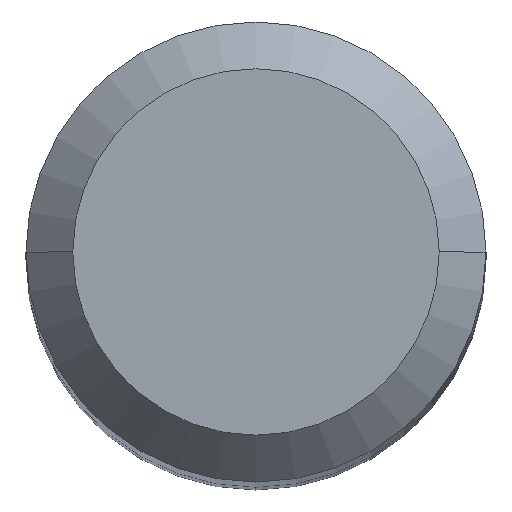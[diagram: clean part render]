
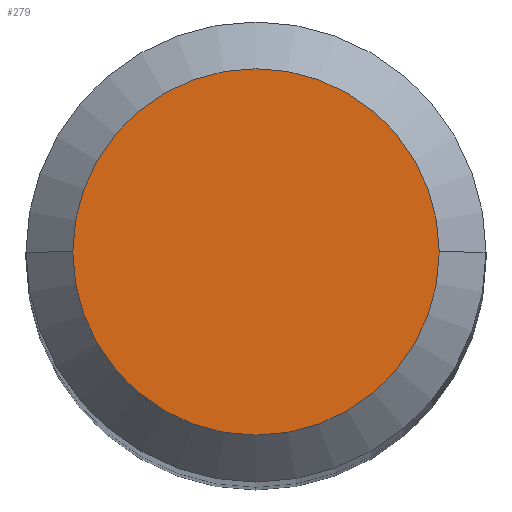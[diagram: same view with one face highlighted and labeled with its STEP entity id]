
A CAD part, top view. The second image highlights one B-rep face of the part: STEP entity #279.
In plain terms, the highlighted planar face has unit normal (0, 0, 1).
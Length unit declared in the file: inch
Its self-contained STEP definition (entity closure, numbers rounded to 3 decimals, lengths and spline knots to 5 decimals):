
#36 = DIRECTION ( 'NONE',  ( -1., 0., 0. ) ) ;
#53 = ORIENTED_EDGE ( 'NONE', *, *, #289, .T. ) ;
#68 = DIRECTION ( 'NONE',  ( 0., 0., 1. ) ) ;
#74 = CIRCLE ( 'NONE', #312, 0.1223 ) ;
#84 = DIRECTION ( 'NONE',  ( 1., 0., 0. ) ) ;
#118 = DIRECTION ( 'NONE',  ( 0., 0., 1. ) ) ;
#123 = ORIENTED_EDGE ( 'NONE', *, *, #315, .T. ) ;
#192 = CARTESIAN_POINT ( 'NONE',  ( 0., 0., 0. ) ) ;
#198 = AXIS2_PLACEMENT_3D ( 'NONE', #223, #68, #287 ) ;
#201 = VERTEX_POINT ( 'NONE', #306 ) ;
#223 = CARTESIAN_POINT ( 'NONE',  ( 0., 0., 0. ) ) ;
#254 = FACE_OUTER_BOUND ( 'NONE', #376, .T. ) ;
#279 = ADVANCED_FACE ( 'NONE', ( #254 ), #337, .F. ) ;
#281 = CARTESIAN_POINT ( 'NONE',  ( 0.1223, 0., 0. ) ) ;
#285 = VERTEX_POINT ( 'NONE', #281 ) ;
#287 = DIRECTION ( 'NONE',  ( 1., 0., 0. ) ) ;
#289 = EDGE_CURVE ( 'NONE', #201, #285, #375, .T. ) ;
#306 = CARTESIAN_POINT ( 'NONE',  ( -0.1223, 0., 0. ) ) ;
#308 = DIRECTION ( 'NONE',  ( 0., 0., -1. ) ) ;
#312 = AXIS2_PLACEMENT_3D ( 'NONE', #317, #118, #84 ) ;
#315 = EDGE_CURVE ( 'NONE', #285, #201, #74, .T. ) ;
#317 = CARTESIAN_POINT ( 'NONE',  ( 0., 0., 0. ) ) ;
#337 = PLANE ( 'NONE',  #385 ) ;
#375 = CIRCLE ( 'NONE', #198, 0.1223 ) ;
#376 = EDGE_LOOP ( 'NONE', ( #53, #123 ) ) ;
#385 = AXIS2_PLACEMENT_3D ( 'NONE', #192, #308, #36 ) ;
